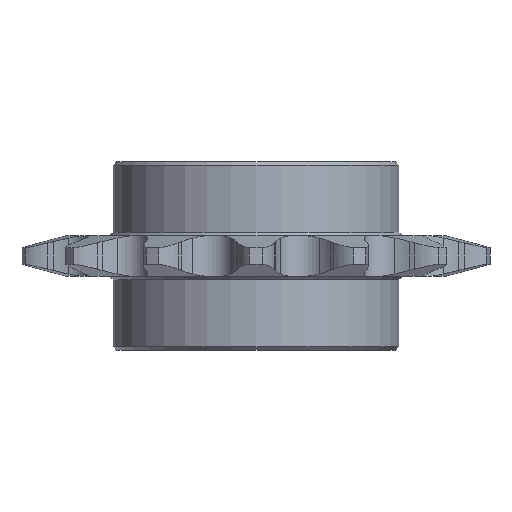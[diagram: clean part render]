
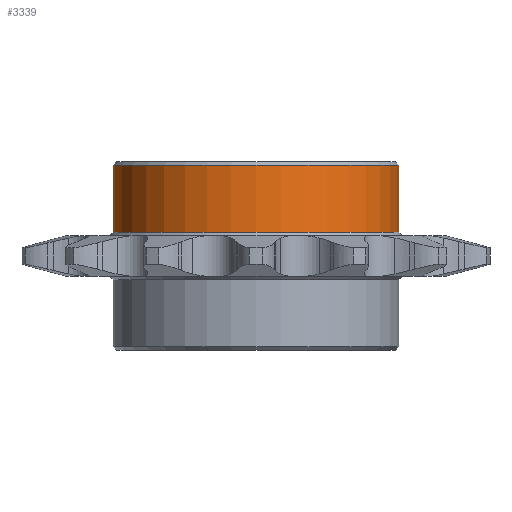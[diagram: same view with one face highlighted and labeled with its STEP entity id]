
A CAD part, front view. The second image highlights one B-rep face of the part: STEP entity #3339.
In plain terms, the highlighted cylindrical face has radius 9.525 mm (diameter 19.05 mm), a partial arc.
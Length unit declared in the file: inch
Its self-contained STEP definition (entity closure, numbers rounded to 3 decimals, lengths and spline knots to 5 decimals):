
#103 = VERTEX_POINT ( 'NONE', #4101 ) ;
#408 = LINE ( 'NONE', #7768, #5624 ) ;
#1955 = VERTEX_POINT ( 'NONE', #14241 ) ;
#2133 = ORIENTED_EDGE ( 'NONE', *, *, #12660, .T. ) ;
#2259 = EDGE_CURVE ( 'NONE', #14369, #1955, #12397, .T. ) ;
#2532 = AXIS2_PLACEMENT_3D ( 'NONE', #11077, #11000, #3823 ) ;
#2672 = CYLINDRICAL_SURFACE ( 'NONE', #11902, 0.375 ) ;
#2729 = CIRCLE ( 'NONE', #3216, 0.375 ) ;
#2755 = ORIENTED_EDGE ( 'NONE', *, *, #2259, .T. ) ;
#3037 = DIRECTION ( 'NONE',  ( 0., 0., -1. ) ) ;
#3216 = AXIS2_PLACEMENT_3D ( 'NONE', #8375, #11190, #7745 ) ;
#3339 = ADVANCED_FACE ( 'NONE', ( #11929 ), #2672, .T. ) ;
#3823 = DIRECTION ( 'NONE',  ( 1., 0., 0. ) ) ;
#4101 = CARTESIAN_POINT ( 'NONE',  ( -0.375, 0., 0.0625 ) ) ;
#4347 = VECTOR ( 'NONE', #7773, 39.37008 ) ;
#5567 = EDGE_CURVE ( 'NONE', #103, #12483, #2729, .T. ) ;
#5624 = VECTOR ( 'NONE', #3037, 39.37008 ) ;
#6320 = DIRECTION ( 'NONE',  ( 0., 0., -1. ) ) ;
#7321 = DIRECTION ( 'NONE',  ( -1., 0., 0. ) ) ;
#7745 = DIRECTION ( 'NONE',  ( 1., 0., 0. ) ) ;
#7768 = CARTESIAN_POINT ( 'NONE',  ( 0.375, 0., 0.2475 ) ) ;
#7773 = DIRECTION ( 'NONE',  ( 0., 0., -1. ) ) ;
#8375 = CARTESIAN_POINT ( 'NONE',  ( 0., 0., 0.0625 ) ) ;
#8418 = EDGE_CURVE ( 'NONE', #14369, #12483, #408, .T. ) ;
#9233 = EDGE_LOOP ( 'NONE', ( #13304, #2755, #2133, #11427 ) ) ;
#9252 = CARTESIAN_POINT ( 'NONE',  ( -0.375, 0., 0.2475 ) ) ;
#10847 = CARTESIAN_POINT ( 'NONE',  ( 0., 0., 0.2475 ) ) ;
#11000 = DIRECTION ( 'NONE',  ( 0., 0., -1. ) ) ;
#11077 = CARTESIAN_POINT ( 'NONE',  ( 0., 0., 0.2375 ) ) ;
#11190 = DIRECTION ( 'NONE',  ( 0., 0., 1. ) ) ;
#11373 = LINE ( 'NONE', #9252, #4347 ) ;
#11427 = ORIENTED_EDGE ( 'NONE', *, *, #5567, .T. ) ;
#11902 = AXIS2_PLACEMENT_3D ( 'NONE', #10847, #6320, #7321 ) ;
#11929 = FACE_OUTER_BOUND ( 'NONE', #9233, .T. ) ;
#12397 = CIRCLE ( 'NONE', #2532, 0.375 ) ;
#12483 = VERTEX_POINT ( 'NONE', #14265 ) ;
#12660 = EDGE_CURVE ( 'NONE', #1955, #103, #11373, .T. ) ;
#13304 = ORIENTED_EDGE ( 'NONE', *, *, #8418, .F. ) ;
#14241 = CARTESIAN_POINT ( 'NONE',  ( -0.375, 0., 0.2375 ) ) ;
#14265 = CARTESIAN_POINT ( 'NONE',  ( 0.375, 0., 0.0625 ) ) ;
#14369 = VERTEX_POINT ( 'NONE', #14494 ) ;
#14494 = CARTESIAN_POINT ( 'NONE',  ( 0.375, 0., 0.2375 ) ) ;
